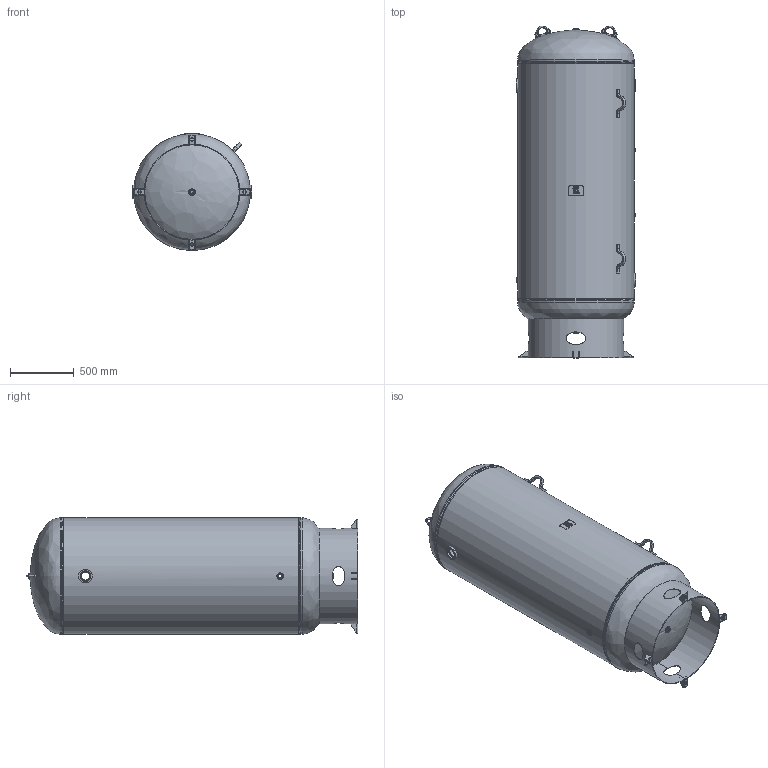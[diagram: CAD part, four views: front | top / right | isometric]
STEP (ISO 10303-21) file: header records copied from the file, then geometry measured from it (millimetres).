
FILE_DESCRIPTION(/* description */ ('FIRST LINE DESCRIPTION'),/* implementation_level */ '2;1');
FILE_NAME(/* name */ 'A10055-300.stp',/* time_stamp */ '2020-07-17T16:19:30-04:00',/* author */ ('matt.gilbert'),/* organization */ ('STEEL FAB IF WE MAKE IT, VENDOR IF WE DON''T'),/* preprocessor_version */ 'ST-DEVELOPER v17.2',/* originating_system */ 'Autodesk Inventor 2019',/* authorisation */ 'CHECKERS BOSS');
FILE_SCHEMA (('AUTOMOTIVE_DESIGN { 1 0 10303 214 3 1 1 }'));
Length unit declared in the file: inch
Products named in the file (14): A10055-300; A10055-300-SL; H36375J; F102501; F100250; F100500; F603000H; F101000; S102192; S100065; S101519-P; 64-784-H; S101972; A10055-300-NP
Assembly tree (22 placements, depth 3):
  A10055-300
    A10055-300-SL
    H36375J  x2
    F603000H  x2
    F102501
    F100250
    F100500
    F101000  x3
    S102192
      S100065
      S101519-P  x4
    64-784-H  x2
    S101972  x2
    A10055-300-NP
Bounding box: 937.99 x 2598.74 x 915.92 mm (x, y, z)
Volume: 73296566.7 mm3; surface area: 16358903.7 mm2
Topology: 27 solids, 27 shells, 466 faces, 1304 edges, 896 vertices
Faces by surface type: plane 245, cylinder 117, bspline 51, torus 40, cone 13
Full cylindrical faces by diameter (mm): 6.35 x1, 11.455 x1, 12.7 x3, 18.644 x1, 25.4 x1, 26.987 x1, 30.302 x3, 39.688 x6, 50.8 x3, 63.5 x1, 65.481 x1, 76.2 x2, 79.375 x1, 82.55 x2, 95.25 x1, 107.95 x2, 739.775 x1, 749.3 x1, 876.3 x2, 893.54 x1, 895.35 x4, 912.59 x1, 914.4 x2
Entity records: 13636 total; most frequent: CARTESIAN_POINT 4632, ORIENTED_EDGE 1790, DIRECTION 1777, EDGE_CURVE 895, AXIS2_PLACEMENT_3D 702, VERTEX_POINT 616, EDGE_LOOP 381, LINE 373
